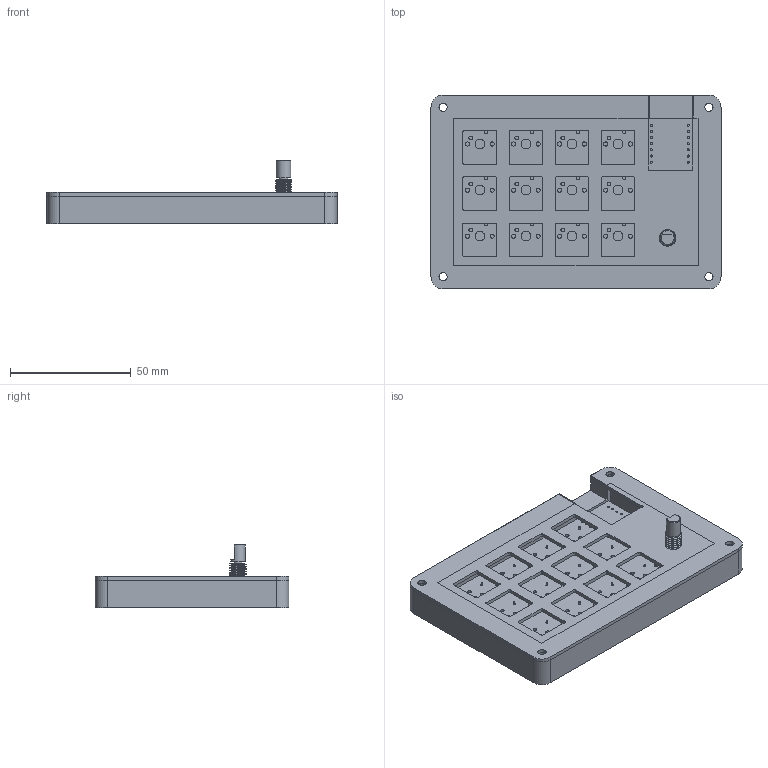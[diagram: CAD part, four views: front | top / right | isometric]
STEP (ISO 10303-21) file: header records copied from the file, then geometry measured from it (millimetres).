
FILE_DESCRIPTION(/* description */ (''),/* implementation_level */ '2;1');
FILE_NAME(/* name */ 'PixelPad.step',/* time_stamp */ '2025-05-29T10:19:48-07:00',/* author */ (''),/* organization */ (''),/* preprocessor_version */ 'ST-DEVELOPER v20.1',/* originating_system */ 'Autodesk Translation Framework v14.10.0.0',/* authorisation */ '');
FILE_SCHEMA (('AUTOMOTIVE_DESIGN { 1 0 10303 214 3 1 1 }','MODEL_BASED_INTEGRATED_MANUFACTURING_SCHEMA','AUTOMOTIVE_DESIGN'));
Length unit declared in the file: millimetre
Products named in the file (1): 2025-05-28-23-27-43-414
Bounding box: 119.96 x 80.13 x 26.32 mm (x, y, z)
Volume: 81581 mm3; surface area: 57746.3 mm2
Topology: 35 solids, 35 shells, 781 faces, 1987 edges, 1303 vertices
Faces by surface type: plane 394, cylinder 324, torus 52, bspline 10, cone 1
Full cylindrical faces by diameter (mm): 0.5 x39, 0.8 x26, 0.889 x14, 1 x5, 1.5 x24, 1.7 x24, 2 x26, 2.02 x13, 3.4 x8, 3.5 x1, 4 x12, 5.717 x7, 6 x5, 6.8 x6
Entity records: 25989 total; most frequent: CARTESIAN_POINT 5501, DIRECTION 4219, ORIENTED_EDGE 3974, EDGE_CURVE 1987, AXIS2_PLACEMENT_3D 1510, VERTEX_POINT 1303, LINE 1199, VECTOR 1199
